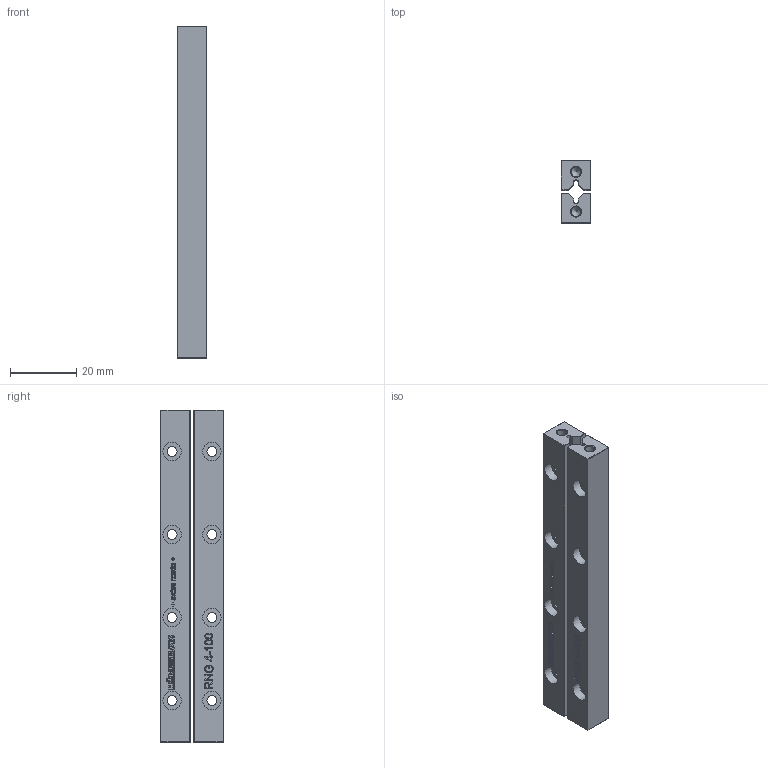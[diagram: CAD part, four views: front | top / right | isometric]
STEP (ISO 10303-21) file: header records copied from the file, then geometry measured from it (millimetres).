
FILE_DESCRIPTION(('FreeCAD Model'),'2;1');
FILE_NAME('RNG 4-100.step' ,'2020-08-08T14:54:55',('Author'),(''), 'Open CASCADE STEP processor 6.8','FreeCAD','Unknown');
FILE_SCHEMA(('AUTOMOTIVE_DESIGN_CC2 { 1 2 10303 214 -1 1 5 4 }'));
Length unit declared in the file: millimetre
Products named in the file (2): ASSEMBLY; Schienenpaar
Assembly tree (1 placements, depth 2):
  ASSEMBLY
    Schienenpaar
Bounding box: 9 x 19 x 100 mm (x, y, z)
Volume: 13773.3 mm3; surface area: 9182.8 mm2
Topology: 2 solids, 2 shells, 695 faces, 1866 edges, 1224 vertices
Faces by surface type: extrusion 414, plane 243, cylinder 22, cone 16
Full cylindrical faces by diameter (mm): 3 x12, 5.5 x8
Entity records: 46145 total; most frequent: CARTESIAN_POINT 11552, DIRECTION 4926, VECTOR 4216, LINE 3802, ORIENTED_EDGE 3724, PCURVE 3724, DEFINITIONAL_REPRESENTATION 3724, B_SPLINE_CURVE_WITH_KNOTS 2102
